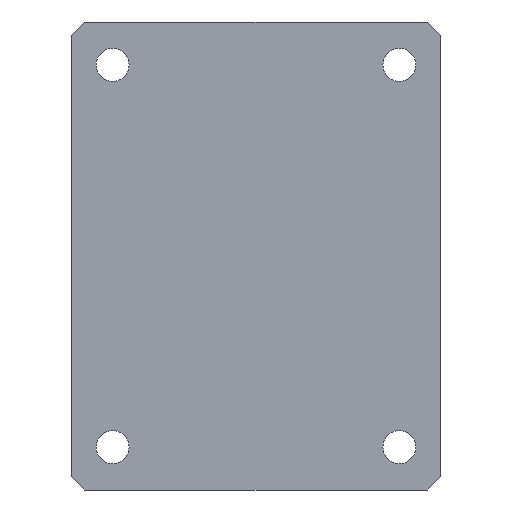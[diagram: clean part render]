
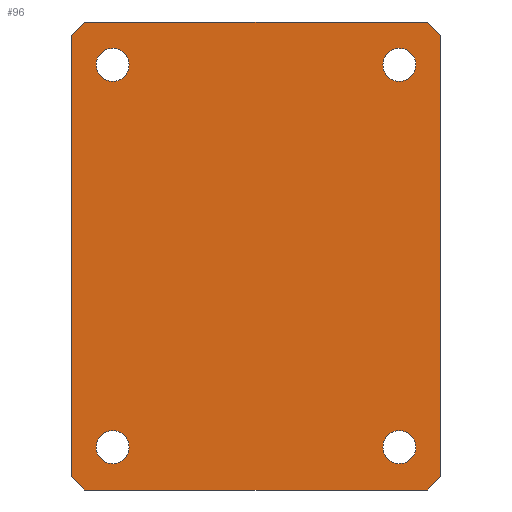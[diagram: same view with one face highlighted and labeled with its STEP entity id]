
A CAD part, front view. The second image highlights one B-rep face of the part: STEP entity #96.
In plain terms, the highlighted planar face has unit normal (0, -1, 0).
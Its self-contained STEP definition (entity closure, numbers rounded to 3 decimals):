
#1 = DIRECTION ( 'NONE',  ( -0.707, 0., -0.707 ) ) ;
#81 = EDGE_CURVE ( 'NONE', #202, #204, #294, .T. ) ;
#82 = ORIENTED_EDGE ( 'NONE', *, *, #236, .T. ) ;
#83 = ORIENTED_EDGE ( 'NONE', *, *, #84, .T. ) ;
#84 = EDGE_CURVE ( 'NONE', #231, #247, #289, .T. ) ;
#85 = EDGE_LOOP ( 'NONE', ( #86, #251, #104, #163, #166, #169, #172, #175 ) ) ;
#86 = ORIENTED_EDGE ( 'NONE', *, *, #248, .F. ) ;
#95 = EDGE_CURVE ( 'NONE', #237, #191, #275, .T. ) ;
#96 = ADVANCED_FACE ( 'NONE', ( #276, #350, #349, #348, #347 ), #346, .F. ) ;
#97 = ORIENTED_EDGE ( 'NONE', *, *, #182, .T. ) ;
#98 = ORIENTED_EDGE ( 'NONE', *, *, #81, .T. ) ;
#99 = EDGE_LOOP ( 'NONE', ( #82, #83 ) ) ;
#103 = VERTEX_POINT ( 'NONE', #337 ) ;
#104 = ORIENTED_EDGE ( 'NONE', *, *, #176, .F. ) ;
#137 = EDGE_CURVE ( 'NONE', #250, #174, #385, .T. ) ;
#138 = EDGE_LOOP ( 'NONE', ( #139, #140 ) ) ;
#139 = ORIENTED_EDGE ( 'NONE', *, *, #95, .T. ) ;
#140 = ORIENTED_EDGE ( 'NONE', *, *, #156, .T. ) ;
#156 = EDGE_CURVE ( 'NONE', #191, #237, #362, .T. ) ;
#157 = EDGE_LOOP ( 'NONE', ( #158, #159 ) ) ;
#158 = ORIENTED_EDGE ( 'NONE', *, *, #216, .T. ) ;
#159 = ORIENTED_EDGE ( 'NONE', *, *, #160, .T. ) ;
#160 = EDGE_CURVE ( 'NONE', #214, #217, #357, .T. ) ;
#163 = ORIENTED_EDGE ( 'NONE', *, *, #164, .F. ) ;
#164 = EDGE_CURVE ( 'NONE', #165, #177, #332, .T. ) ;
#165 = VERTEX_POINT ( 'NONE', #328 ) ;
#166 = ORIENTED_EDGE ( 'NONE', *, *, #167, .F. ) ;
#167 = EDGE_CURVE ( 'NONE', #168, #165, #327, .T. ) ;
#168 = VERTEX_POINT ( 'NONE', #323 ) ;
#169 = ORIENTED_EDGE ( 'NONE', *, *, #170, .F. ) ;
#170 = EDGE_CURVE ( 'NONE', #171, #168, #433, .T. ) ;
#171 = VERTEX_POINT ( 'NONE', #429 ) ;
#172 = ORIENTED_EDGE ( 'NONE', *, *, #173, .F. ) ;
#173 = EDGE_CURVE ( 'NONE', #174, #171, #428, .T. ) ;
#174 = VERTEX_POINT ( 'NONE', #424 ) ;
#175 = ORIENTED_EDGE ( 'NONE', *, *, #137, .F. ) ;
#176 = EDGE_CURVE ( 'NONE', #177, #103, #423, .T. ) ;
#177 = VERTEX_POINT ( 'NONE', #442 ) ;
#178 = EDGE_CURVE ( 'NONE', #103, #249, #441, .T. ) ;
#182 = EDGE_CURVE ( 'NONE', #204, #202, #451, .T. ) ;
#191 = VERTEX_POINT ( 'NONE', #513 ) ;
#202 = VERTEX_POINT ( 'NONE', #491 ) ;
#204 = VERTEX_POINT ( 'NONE', #490 ) ;
#214 = VERTEX_POINT ( 'NONE', #523 ) ;
#216 = EDGE_CURVE ( 'NONE', #217, #214, #522, .T. ) ;
#217 = VERTEX_POINT ( 'NONE', #626 ) ;
#228 = EDGE_LOOP ( 'NONE', ( #97, #98 ) ) ;
#231 = VERTEX_POINT ( 'NONE', #606 ) ;
#236 = EDGE_CURVE ( 'NONE', #247, #231, #539, .T. ) ;
#237 = VERTEX_POINT ( 'NONE', #534 ) ;
#247 = VERTEX_POINT ( 'NONE', #567 ) ;
#248 = EDGE_CURVE ( 'NONE', #249, #250, #566, .T. ) ;
#249 = VERTEX_POINT ( 'NONE', #562 ) ;
#250 = VERTEX_POINT ( 'NONE', #561 ) ;
#251 = ORIENTED_EDGE ( 'NONE', *, *, #178, .F. ) ;
#272 = DIRECTION ( 'NONE',  ( 0., 1., 0. ) ) ;
#273 = CARTESIAN_POINT ( 'NONE',  ( -21.75, 0., 29. ) ) ;
#274 = AXIS2_PLACEMENT_3D ( 'NONE', #273, #272, #351 ) ;
#275 = CIRCLE ( 'NONE', #274, 2.5 ) ;
#276 = FACE_BOUND ( 'NONE', #228, .T. ) ;
#285 = DIRECTION ( 'NONE',  ( 0., 0., 1. ) ) ;
#286 = DIRECTION ( 'NONE',  ( 0., 1., 0. ) ) ;
#287 = CARTESIAN_POINT ( 'NONE',  ( -21.75, 0., -29. ) ) ;
#288 = AXIS2_PLACEMENT_3D ( 'NONE', #287, #286, #285 ) ;
#289 = CIRCLE ( 'NONE', #288, 2.5 ) ;
#290 = DIRECTION ( 'NONE',  ( 0., 0., 1. ) ) ;
#291 = DIRECTION ( 'NONE',  ( 0., 1., 0. ) ) ;
#292 = CARTESIAN_POINT ( 'NONE',  ( 21.75, 0., 29. ) ) ;
#293 = AXIS2_PLACEMENT_3D ( 'NONE', #292, #291, #290 ) ;
#294 = CIRCLE ( 'NONE', #293, 2.5 ) ;
#323 = CARTESIAN_POINT ( 'NONE',  ( 26., 0., 35.5 ) ) ;
#324 = DIRECTION ( 'NONE',  ( 0.707, 0., -0.707 ) ) ;
#325 = VECTOR ( 'NONE', #324, 1000. ) ;
#326 = CARTESIAN_POINT ( 'NONE',  ( 28., 0., 33.5 ) ) ;
#327 = LINE ( 'NONE', #326, #325 ) ;
#328 = CARTESIAN_POINT ( 'NONE',  ( 28., 0., 33.5 ) ) ;
#329 = DIRECTION ( 'NONE',  ( 0., 0., -1. ) ) ;
#330 = VECTOR ( 'NONE', #329, 1000. ) ;
#331 = CARTESIAN_POINT ( 'NONE',  ( 28., 0., -33.5 ) ) ;
#332 = LINE ( 'NONE', #331, #330 ) ;
#337 = CARTESIAN_POINT ( 'NONE',  ( 26., 0., -35.5 ) ) ;
#342 = DIRECTION ( 'NONE',  ( 0., 0., 1. ) ) ;
#343 = DIRECTION ( 'NONE',  ( 0., 1., 0. ) ) ;
#344 = CARTESIAN_POINT ( 'NONE',  ( 0., 0., -61.5 ) ) ;
#345 = AXIS2_PLACEMENT_3D ( 'NONE', #344, #343, #342 ) ;
#346 = PLANE ( 'NONE',  #345 ) ;
#347 = FACE_BOUND ( 'NONE', #157, .T. ) ;
#348 = FACE_BOUND ( 'NONE', #138, .T. ) ;
#349 = FACE_OUTER_BOUND ( 'NONE', #85, .T. ) ;
#350 = FACE_BOUND ( 'NONE', #99, .T. ) ;
#351 = DIRECTION ( 'NONE',  ( 0., 0., -1. ) ) ;
#355 = CARTESIAN_POINT ( 'NONE',  ( 21.75, 0., -29. ) ) ;
#356 = AXIS2_PLACEMENT_3D ( 'NONE', #355, #414, #413 ) ;
#357 = CIRCLE ( 'NONE', #356, 2.5 ) ;
#359 = DIRECTION ( 'NONE',  ( 0., 0., -1. ) ) ;
#360 = DIRECTION ( 'NONE',  ( 0., 1., 0. ) ) ;
#361 = AXIS2_PLACEMENT_3D ( 'NONE', #368, #360, #359 ) ;
#362 = CIRCLE ( 'NONE', #361, 2.5 ) ;
#368 = CARTESIAN_POINT ( 'NONE',  ( -21.75, 0., 29. ) ) ;
#382 = DIRECTION ( 'NONE',  ( 0., 0., 1. ) ) ;
#383 = VECTOR ( 'NONE', #382, 1000. ) ;
#384 = CARTESIAN_POINT ( 'NONE',  ( -28., 0., -33.5 ) ) ;
#385 = LINE ( 'NONE', #384, #383 ) ;
#413 = DIRECTION ( 'NONE',  ( 0., 0., -1. ) ) ;
#414 = DIRECTION ( 'NONE',  ( 0., 1., 0. ) ) ;
#421 = VECTOR ( 'NONE', #1, 1000. ) ;
#422 = CARTESIAN_POINT ( 'NONE',  ( 28., 0., -33.5 ) ) ;
#423 = LINE ( 'NONE', #422, #421 ) ;
#424 = CARTESIAN_POINT ( 'NONE',  ( -28., 0., 33.5 ) ) ;
#425 = DIRECTION ( 'NONE',  ( 0.707, 0., 0.707 ) ) ;
#426 = VECTOR ( 'NONE', #425, 1000. ) ;
#427 = CARTESIAN_POINT ( 'NONE',  ( -28., 0., 33.5 ) ) ;
#428 = LINE ( 'NONE', #427, #426 ) ;
#429 = CARTESIAN_POINT ( 'NONE',  ( -26., 0., 35.5 ) ) ;
#430 = DIRECTION ( 'NONE',  ( 1., 0., 0. ) ) ;
#431 = VECTOR ( 'NONE', #430, 1000. ) ;
#432 = CARTESIAN_POINT ( 'NONE',  ( 26., 0., 35.5 ) ) ;
#433 = LINE ( 'NONE', #432, #431 ) ;
#441 = LINE ( 'NONE', #449, #448 ) ;
#442 = CARTESIAN_POINT ( 'NONE',  ( 28., 0., -33.5 ) ) ;
#447 = DIRECTION ( 'NONE',  ( -1., 0., 0. ) ) ;
#448 = VECTOR ( 'NONE', #447, 1000. ) ;
#449 = CARTESIAN_POINT ( 'NONE',  ( 26., 0., -35.5 ) ) ;
#450 = DIRECTION ( 'NONE',  ( 0., 1., 0. ) ) ;
#451 = CIRCLE ( 'NONE', #452, 2.5 ) ;
#452 = AXIS2_PLACEMENT_3D ( 'NONE', #454, #450, #453 ) ;
#453 = DIRECTION ( 'NONE',  ( 0., 0., 1. ) ) ;
#454 = CARTESIAN_POINT ( 'NONE',  ( 21.75, 0., 29. ) ) ;
#490 = CARTESIAN_POINT ( 'NONE',  ( 21.75, 0., 26.5 ) ) ;
#491 = CARTESIAN_POINT ( 'NONE',  ( 21.75, 0., 31.5 ) ) ;
#513 = CARTESIAN_POINT ( 'NONE',  ( -21.75, 0., 31.5 ) ) ;
#522 = CIRCLE ( 'NONE', #630, 2.5 ) ;
#523 = CARTESIAN_POINT ( 'NONE',  ( 21.75, 0., -26.5 ) ) ;
#534 = CARTESIAN_POINT ( 'NONE',  ( -21.75, 0., 26.5 ) ) ;
#535 = DIRECTION ( 'NONE',  ( 0., 0., 1. ) ) ;
#536 = DIRECTION ( 'NONE',  ( 0., 1., 0. ) ) ;
#537 = CARTESIAN_POINT ( 'NONE',  ( -21.75, 0., -29. ) ) ;
#538 = AXIS2_PLACEMENT_3D ( 'NONE', #537, #536, #535 ) ;
#539 = CIRCLE ( 'NONE', #538, 2.5 ) ;
#561 = CARTESIAN_POINT ( 'NONE',  ( -28., 0., -33.5 ) ) ;
#562 = CARTESIAN_POINT ( 'NONE',  ( -26., 0., -35.5 ) ) ;
#563 = DIRECTION ( 'NONE',  ( -0.707, 0., 0.707 ) ) ;
#564 = VECTOR ( 'NONE', #563, 1000. ) ;
#565 = CARTESIAN_POINT ( 'NONE',  ( -28., 0., -33.5 ) ) ;
#566 = LINE ( 'NONE', #565, #564 ) ;
#567 = CARTESIAN_POINT ( 'NONE',  ( -21.75, 0., -31.5 ) ) ;
#606 = CARTESIAN_POINT ( 'NONE',  ( -21.75, 0., -26.5 ) ) ;
#626 = CARTESIAN_POINT ( 'NONE',  ( 21.75, 0., -31.5 ) ) ;
#627 = DIRECTION ( 'NONE',  ( 0., 0., -1. ) ) ;
#628 = DIRECTION ( 'NONE',  ( 0., 1., 0. ) ) ;
#629 = CARTESIAN_POINT ( 'NONE',  ( 21.75, 0., -29. ) ) ;
#630 = AXIS2_PLACEMENT_3D ( 'NONE', #629, #628, #627 ) ;
